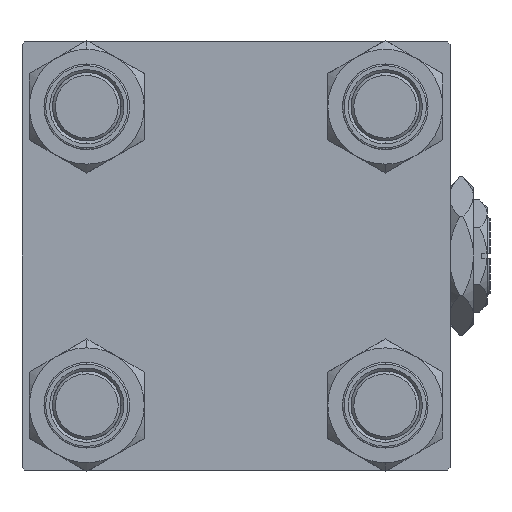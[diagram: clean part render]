
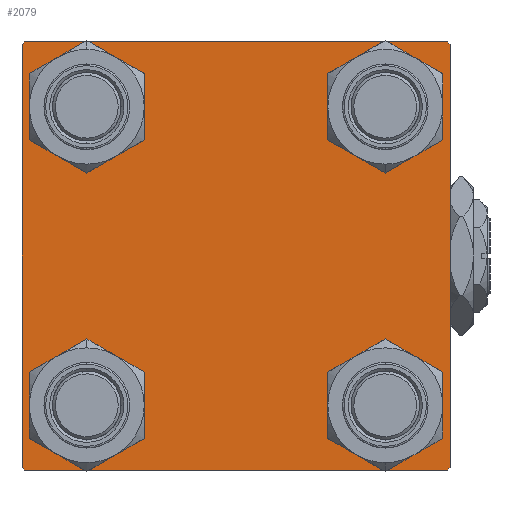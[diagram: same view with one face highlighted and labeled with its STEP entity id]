
A CAD part, left-side view. The second image highlights one B-rep face of the part: STEP entity #2079.
In plain terms, the highlighted planar face has unit normal (-1, 0, 0).
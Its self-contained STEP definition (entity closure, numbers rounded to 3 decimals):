
#464 = LINE ( 'NONE', #28436, #41338 ) ;
#899 = CARTESIAN_POINT ( 'NONE',  ( 0., 37.25, -37.25 ) ) ;
#1024 = VERTEX_POINT ( 'NONE', #42766 ) ;
#1320 = VERTEX_POINT ( 'NONE', #15082 ) ;
#2079 = ADVANCED_FACE ( 'NONE', ( #25934, #2702, #2443, #22742, #38312 ), #42801, .T. ) ;
#2305 = EDGE_LOOP ( 'NONE', ( #43745, #18565 ) ) ;
#2349 = CIRCLE ( 'NONE', #47843, 6.5 ) ;
#2443 = FACE_BOUND ( 'NONE', #45264, .T. ) ;
#2702 = FACE_BOUND ( 'NONE', #2305, .T. ) ;
#2730 = CARTESIAN_POINT ( 'NONE',  ( 0., -26.15, -32.65 ) ) ;
#2783 = LINE ( 'NONE', #10946, #48054 ) ;
#2988 = LINE ( 'NONE', #27253, #34524 ) ;
#3139 = CARTESIAN_POINT ( 'NONE',  ( 0., -26.15, 26.15 ) ) ;
#3297 = DIRECTION ( 'NONE',  ( 0., 0., -1. ) ) ;
#3333 = DIRECTION ( 'NONE',  ( 0., 0., 1. ) ) ;
#3821 = AXIS2_PLACEMENT_3D ( 'NONE', #26548, #34721, #30763 ) ;
#4043 = EDGE_CURVE ( 'NONE', #1320, #48232, #47007, .T. ) ;
#5062 = CIRCLE ( 'NONE', #7588, 6.5 ) ;
#5358 = LINE ( 'NONE', #40470, #8576 ) ;
#5715 = CIRCLE ( 'NONE', #6552, 6.5 ) ;
#6073 = VECTOR ( 'NONE', #41519, 1000. ) ;
#6159 = CARTESIAN_POINT ( 'NONE',  ( 0., 26.15, 19.65 ) ) ;
#6552 = AXIS2_PLACEMENT_3D ( 'NONE', #11638, #27727, #40121 ) ;
#6675 = DIRECTION ( 'NONE',  ( 0., -0.707, 0.707 ) ) ;
#6683 = AXIS2_PLACEMENT_3D ( 'NONE', #18704, #34799, #50901 ) ;
#6799 = DIRECTION ( 'NONE',  ( 0., 0.707, 0.707 ) ) ;
#7588 = AXIS2_PLACEMENT_3D ( 'NONE', #19965, #44768, #36326 ) ;
#8134 = EDGE_CURVE ( 'NONE', #48232, #1320, #30302, .T. ) ;
#8576 = VECTOR ( 'NONE', #16719, 1000. ) ;
#8885 = VECTOR ( 'NONE', #18810, 1000. ) ;
#9545 = EDGE_CURVE ( 'NONE', #15791, #47221, #2988, .T. ) ;
#9698 = CARTESIAN_POINT ( 'NONE',  ( 0., 37.5, -37. ) ) ;
#10946 = CARTESIAN_POINT ( 'NONE',  ( 0., 37.5, 37.5 ) ) ;
#11028 = EDGE_CURVE ( 'NONE', #23255, #34916, #35345, .T. ) ;
#11492 = VECTOR ( 'NONE', #6799, 1000. ) ;
#11529 = DIRECTION ( 'NONE',  ( 1., 0., 0. ) ) ;
#11561 = ORIENTED_EDGE ( 'NONE', *, *, #4043, .T. ) ;
#11638 = CARTESIAN_POINT ( 'NONE',  ( 0., -26.15, -26.15 ) ) ;
#12339 = VERTEX_POINT ( 'NONE', #9698 ) ;
#13020 = EDGE_CURVE ( 'NONE', #27613, #18108, #46321, .T. ) ;
#13416 = EDGE_CURVE ( 'NONE', #24414, #24962, #5062, .T. ) ;
#13627 = EDGE_CURVE ( 'NONE', #1024, #12339, #2783, .T. ) ;
#14209 = CARTESIAN_POINT ( 'NONE',  ( 0., -37.25, 37.25 ) ) ;
#14498 = VERTEX_POINT ( 'NONE', #40226 ) ;
#14991 = ORIENTED_EDGE ( 'NONE', *, *, #17552, .T. ) ;
#15082 = CARTESIAN_POINT ( 'NONE',  ( 0., 26.15, 32.65 ) ) ;
#15791 = VERTEX_POINT ( 'NONE', #29309 ) ;
#16719 = DIRECTION ( 'NONE',  ( 0., 0.707, -0.707 ) ) ;
#17012 = ORIENTED_EDGE ( 'NONE', *, *, #11028, .T. ) ;
#17025 = DIRECTION ( 'NONE',  ( 0., 0., 1. ) ) ;
#17552 = EDGE_CURVE ( 'NONE', #41216, #1024, #5358, .T. ) ;
#18108 = VERTEX_POINT ( 'NONE', #45810 ) ;
#18368 = EDGE_CURVE ( 'NONE', #12339, #52123, #25697, .T. ) ;
#18523 = VERTEX_POINT ( 'NONE', #38339 ) ;
#18565 = ORIENTED_EDGE ( 'NONE', *, *, #44893, .T. ) ;
#18704 = CARTESIAN_POINT ( 'NONE',  ( 0., 26.15, 26.15 ) ) ;
#18810 = DIRECTION ( 'NONE',  ( 0., -1., 0. ) ) ;
#19599 = LINE ( 'NONE', #52060, #8885 ) ;
#19965 = CARTESIAN_POINT ( 'NONE',  ( 0., -26.15, -26.15 ) ) ;
#20303 = DIRECTION ( 'NONE',  ( 1., 0., 0. ) ) ;
#21325 = CARTESIAN_POINT ( 'NONE',  ( 0., 26.15, -26.15 ) ) ;
#21975 = CARTESIAN_POINT ( 'NONE',  ( 0., 0., 0. ) ) ;
#21980 = CARTESIAN_POINT ( 'NONE',  ( 0., -26.15, 32.65 ) ) ;
#21982 = ORIENTED_EDGE ( 'NONE', *, *, #13020, .T. ) ;
#22672 = ORIENTED_EDGE ( 'NONE', *, *, #9545, .T. ) ;
#22742 = FACE_BOUND ( 'NONE', #32419, .T. ) ;
#23100 = ORIENTED_EDGE ( 'NONE', *, *, #8134, .T. ) ;
#23255 = VERTEX_POINT ( 'NONE', #21980 ) ;
#24414 = VERTEX_POINT ( 'NONE', #32756 ) ;
#24423 = AXIS2_PLACEMENT_3D ( 'NONE', #21325, #20303, #49292 ) ;
#24962 = VERTEX_POINT ( 'NONE', #2730 ) ;
#25003 = CARTESIAN_POINT ( 'NONE',  ( 0., 37., -37.5 ) ) ;
#25697 = LINE ( 'NONE', #899, #6073 ) ;
#25802 = ORIENTED_EDGE ( 'NONE', *, *, #32832, .F. ) ;
#25934 = FACE_BOUND ( 'NONE', #42279, .T. ) ;
#25976 = CARTESIAN_POINT ( 'NONE',  ( 0., 26.15, -19.65 ) ) ;
#26444 = DIRECTION ( 'NONE',  ( -1., 0., 0. ) ) ;
#26548 = CARTESIAN_POINT ( 'NONE',  ( 0., 26.15, -26.15 ) ) ;
#27085 = DIRECTION ( 'NONE',  ( 1., 0., 0. ) ) ;
#27253 = CARTESIAN_POINT ( 'NONE',  ( 0., -37.25, -37.25 ) ) ;
#27613 = VERTEX_POINT ( 'NONE', #25976 ) ;
#27727 = DIRECTION ( 'NONE',  ( 1., 0., 0. ) ) ;
#28436 = CARTESIAN_POINT ( 'NONE',  ( 0., 37.5, 37.5 ) ) ;
#29018 = LINE ( 'NONE', #37710, #46943 ) ;
#29309 = CARTESIAN_POINT ( 'NONE',  ( 0., -37., -37.5 ) ) ;
#30114 = AXIS2_PLACEMENT_3D ( 'NONE', #31574, #11529, #43202 ) ;
#30302 = CIRCLE ( 'NONE', #6683, 6.5 ) ;
#30763 = DIRECTION ( 'NONE',  ( 0., 0., 1. ) ) ;
#31574 = CARTESIAN_POINT ( 'NONE',  ( 0., 26.15, 26.15 ) ) ;
#31740 = EDGE_CURVE ( 'NONE', #18523, #14498, #38988, .T. ) ;
#32419 = EDGE_LOOP ( 'NONE', ( #11561, #23100 ) ) ;
#32756 = CARTESIAN_POINT ( 'NONE',  ( 0., -26.15, -19.65 ) ) ;
#32832 = EDGE_CURVE ( 'NONE', #18523, #47221, #29018, .T. ) ;
#33538 = CARTESIAN_POINT ( 'NONE',  ( 0., -26.15, 19.65 ) ) ;
#33754 = DIRECTION ( 'NONE',  ( 0., 0., -1. ) ) ;
#34524 = VECTOR ( 'NONE', #6675, 1000. ) ;
#34721 = DIRECTION ( 'NONE',  ( 1., 0., 0. ) ) ;
#34799 = DIRECTION ( 'NONE',  ( 1., 0., 0. ) ) ;
#34916 = VERTEX_POINT ( 'NONE', #33538 ) ;
#34937 = EDGE_LOOP ( 'NONE', ( #50206, #37179, #44985, #22672, #25802, #38425, #51899, #14991 ) ) ;
#35044 = DIRECTION ( 'NONE',  ( 0., 0., 1. ) ) ;
#35345 = CIRCLE ( 'NONE', #48947, 6.5 ) ;
#35694 = EDGE_CURVE ( 'NONE', #18108, #27613, #40895, .T. ) ;
#35917 = EDGE_CURVE ( 'NONE', #52123, #15791, #19599, .T. ) ;
#35959 = AXIS2_PLACEMENT_3D ( 'NONE', #21975, #26444, #17025 ) ;
#36326 = DIRECTION ( 'NONE',  ( 0., 0., 1. ) ) ;
#37179 = ORIENTED_EDGE ( 'NONE', *, *, #18368, .T. ) ;
#37710 = CARTESIAN_POINT ( 'NONE',  ( 0., -37.5, 37.5 ) ) ;
#38312 = FACE_OUTER_BOUND ( 'NONE', #34937, .T. ) ;
#38339 = CARTESIAN_POINT ( 'NONE',  ( 0., -37.5, 37. ) ) ;
#38425 = ORIENTED_EDGE ( 'NONE', *, *, #31740, .T. ) ;
#38688 = CARTESIAN_POINT ( 'NONE',  ( 0., -26.15, 26.15 ) ) ;
#38988 = LINE ( 'NONE', #14209, #11492 ) ;
#40121 = DIRECTION ( 'NONE',  ( 0., 0., 1. ) ) ;
#40226 = CARTESIAN_POINT ( 'NONE',  ( 0., -37., 37.5 ) ) ;
#40470 = CARTESIAN_POINT ( 'NONE',  ( 0., 37.25, 37.25 ) ) ;
#40895 = CIRCLE ( 'NONE', #3821, 6.5 ) ;
#41216 = VERTEX_POINT ( 'NONE', #48839 ) ;
#41338 = VECTOR ( 'NONE', #48247, 1000. ) ;
#41519 = DIRECTION ( 'NONE',  ( 0., -0.707, -0.707 ) ) ;
#42262 = ORIENTED_EDGE ( 'NONE', *, *, #35694, .T. ) ;
#42279 = EDGE_LOOP ( 'NONE', ( #17012, #46098 ) ) ;
#42371 = CARTESIAN_POINT ( 'NONE',  ( 0., -37.5, -37. ) ) ;
#42766 = CARTESIAN_POINT ( 'NONE',  ( 0., 37.5, 37. ) ) ;
#42801 = PLANE ( 'NONE',  #35959 ) ;
#43202 = DIRECTION ( 'NONE',  ( 0., 0., 1. ) ) ;
#43745 = ORIENTED_EDGE ( 'NONE', *, *, #13416, .T. ) ;
#44768 = DIRECTION ( 'NONE',  ( 1., 0., 0. ) ) ;
#44893 = EDGE_CURVE ( 'NONE', #24962, #24414, #5715, .T. ) ;
#44985 = ORIENTED_EDGE ( 'NONE', *, *, #35917, .T. ) ;
#45264 = EDGE_LOOP ( 'NONE', ( #21982, #42262 ) ) ;
#45377 = EDGE_CURVE ( 'NONE', #34916, #23255, #2349, .T. ) ;
#45810 = CARTESIAN_POINT ( 'NONE',  ( 0., 26.15, -32.65 ) ) ;
#46098 = ORIENTED_EDGE ( 'NONE', *, *, #45377, .T. ) ;
#46321 = CIRCLE ( 'NONE', #24423, 6.5 ) ;
#46943 = VECTOR ( 'NONE', #33754, 1000. ) ;
#47007 = CIRCLE ( 'NONE', #30114, 6.5 ) ;
#47221 = VERTEX_POINT ( 'NONE', #42371 ) ;
#47459 = DIRECTION ( 'NONE',  ( 1., 0., 0. ) ) ;
#47843 = AXIS2_PLACEMENT_3D ( 'NONE', #38688, #27085, #3333 ) ;
#48054 = VECTOR ( 'NONE', #3297, 1000. ) ;
#48232 = VERTEX_POINT ( 'NONE', #6159 ) ;
#48247 = DIRECTION ( 'NONE',  ( 0., -1., 0. ) ) ;
#48839 = CARTESIAN_POINT ( 'NONE',  ( 0., 37., 37.5 ) ) ;
#48947 = AXIS2_PLACEMENT_3D ( 'NONE', #3139, #47459, #35044 ) ;
#49292 = DIRECTION ( 'NONE',  ( 0., 0., 1. ) ) ;
#50206 = ORIENTED_EDGE ( 'NONE', *, *, #13627, .T. ) ;
#50901 = DIRECTION ( 'NONE',  ( 0., 0., 1. ) ) ;
#51322 = EDGE_CURVE ( 'NONE', #41216, #14498, #464, .T. ) ;
#51899 = ORIENTED_EDGE ( 'NONE', *, *, #51322, .F. ) ;
#52060 = CARTESIAN_POINT ( 'NONE',  ( 0., 37.5, -37.5 ) ) ;
#52123 = VERTEX_POINT ( 'NONE', #25003 ) ;
